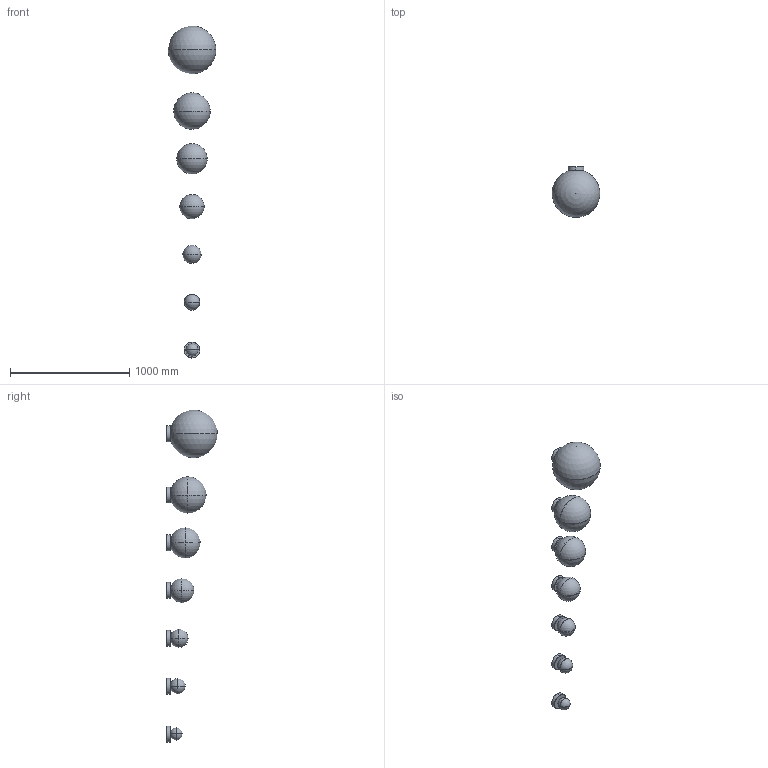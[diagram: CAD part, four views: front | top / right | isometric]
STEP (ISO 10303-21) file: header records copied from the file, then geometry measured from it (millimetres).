
FILE_DESCRIPTION (( 'STEP AP214' ), '1' );
FILE_NAME ('Pablo Designs - Bola Sphere Flush - Share CAD - 111723.STEP', '2023-11-18T00:25:04', ( '' ), ( '' ), 'SwSTEP 2.0', 'SolidWorks 2019', '' );
FILE_SCHEMA (( 'AUTOMOTIVE_DESIGN' ));
Length unit declared in the file: inch
Products named in the file (3): pablo-designs---bola-sphere-flush---share-cad - edit; Pablo Designs - Bola Sphere Flush - Share CAD - 111723; 16 GLOBE ONLY
Assembly tree (2 placements, depth 2):
  Pablo Designs - Bola Sphere Flush - Share CAD - 111723
    pablo-designs---bola-sphere-flush---share-cad - edit
    16 GLOBE ONLY
Bounding box: 399.73 x 425.46 x 2778.79 mm (x, y, z)
Volume: 2467598.9 mm3; surface area: 2842752.1 mm2
Topology: 3 solids, 18 shells, 222 faces, 579 edges, 343 vertices
Faces by surface type: cylinder 78, sphere 52, plane 31, bspline 25, cone 22, torus 14
Entity records: 23790 total; most frequent: CARTESIAN_POINT 18021, ORIENTED_EDGE 1014, DIRECTION 574, EDGE_CURVE 511, B_SPLINE_CURVE_WITH_KNOTS 399, VERTEX_POINT 333, AXIS2_PLACEMENT_3D 259, EDGE_LOOP 234
